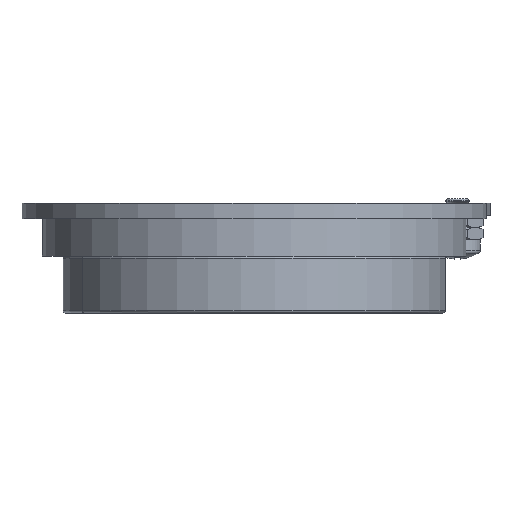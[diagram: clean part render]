
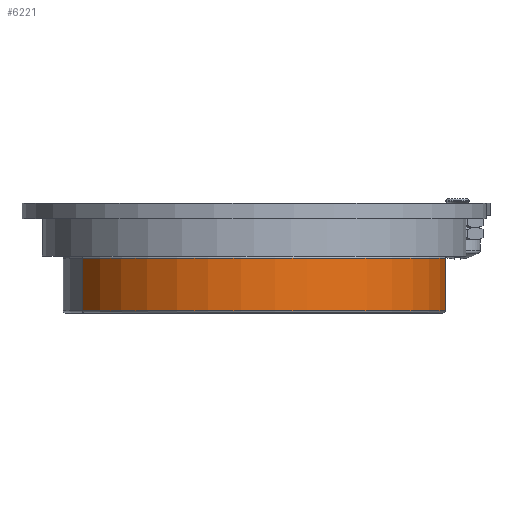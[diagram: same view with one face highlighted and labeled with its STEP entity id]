
A CAD part, front view. The second image highlights one B-rep face of the part: STEP entity #6221.
In plain terms, the highlighted cylindrical face has radius 23.5 mm (diameter 47 mm), a partial arc.
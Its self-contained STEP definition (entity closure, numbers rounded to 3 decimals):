
#73 = CARTESIAN_POINT ( 'NONE',  ( -3.2, 0., -23.5 ) ) ;
#1092 = CARTESIAN_POINT ( 'NONE',  ( 3.2, 0., 0. ) ) ;
#1331 = CARTESIAN_POINT ( 'NONE',  ( -20.637, 0., -23.5 ) ) ;
#1352 = CARTESIAN_POINT ( 'NONE',  ( -20.637, 0., 0. ) ) ;
#2106 = CARTESIAN_POINT ( 'NONE',  ( 3.2, 0., -23.5 ) ) ;
#2152 = AXIS2_PLACEMENT_3D ( 'NONE', #9548, #14846, #16061 ) ;
#2903 = ORIENTED_EDGE ( 'NONE', *, *, #9930, .T. ) ;
#3160 = CARTESIAN_POINT ( 'NONE',  ( -3.2, 0., 23.5 ) ) ;
#3182 = CARTESIAN_POINT ( 'NONE',  ( -20.637, 0., 23.5 ) ) ;
#3775 = EDGE_CURVE ( 'NONE', #7029, #4308, #12406, .T. ) ;
#3857 = DIRECTION ( 'NONE',  ( 1., 0., 0. ) ) ;
#3865 = AXIS2_PLACEMENT_3D ( 'NONE', #1092, #4824, #11354 ) ;
#4026 = DIRECTION ( 'NONE',  ( 0., 0., -1. ) ) ;
#4173 = VECTOR ( 'NONE', #4188, 1000. ) ;
#4188 = DIRECTION ( 'NONE',  ( 1., 0., 0. ) ) ;
#4308 = VERTEX_POINT ( 'NONE', #2106 ) ;
#4501 = LINE ( 'NONE', #3182, #12726 ) ;
#4824 = DIRECTION ( 'NONE',  ( 1., 0., 0. ) ) ;
#6221 = ADVANCED_FACE ( 'NONE', ( #7806 ), #9109, .T. ) ;
#6228 = ORIENTED_EDGE ( 'NONE', *, *, #10838, .T. ) ;
#6375 = EDGE_LOOP ( 'NONE', ( #7585, #2903, #6228, #11893 ) ) ;
#7029 = VERTEX_POINT ( 'NONE', #10631 ) ;
#7585 = ORIENTED_EDGE ( 'NONE', *, *, #15294, .F. ) ;
#7806 = FACE_OUTER_BOUND ( 'NONE', #6375, .T. ) ;
#8481 = AXIS2_PLACEMENT_3D ( 'NONE', #1352, #3857, #4026 ) ;
#9109 = CYLINDRICAL_SURFACE ( 'NONE', #8481, 23.5 ) ;
#9385 = VERTEX_POINT ( 'NONE', #73 ) ;
#9548 = CARTESIAN_POINT ( 'NONE',  ( -3.2, 0., 0. ) ) ;
#9930 = EDGE_CURVE ( 'NONE', #12756, #9385, #11238, .T. ) ;
#10484 = LINE ( 'NONE', #1331, #4173 ) ;
#10631 = CARTESIAN_POINT ( 'NONE',  ( 3.2, 0., 23.5 ) ) ;
#10838 = EDGE_CURVE ( 'NONE', #9385, #4308, #10484, .T. ) ;
#10871 = DIRECTION ( 'NONE',  ( 1., 0., 0. ) ) ;
#11238 = CIRCLE ( 'NONE', #2152, 23.5 ) ;
#11354 = DIRECTION ( 'NONE',  ( 0., 0., -1. ) ) ;
#11893 = ORIENTED_EDGE ( 'NONE', *, *, #3775, .F. ) ;
#12406 = CIRCLE ( 'NONE', #3865, 23.5 ) ;
#12726 = VECTOR ( 'NONE', #10871, 1000. ) ;
#12756 = VERTEX_POINT ( 'NONE', #3160 ) ;
#14846 = DIRECTION ( 'NONE',  ( 1., 0., 0. ) ) ;
#15294 = EDGE_CURVE ( 'NONE', #12756, #7029, #4501, .T. ) ;
#16061 = DIRECTION ( 'NONE',  ( 0., 0., -1. ) ) ;
